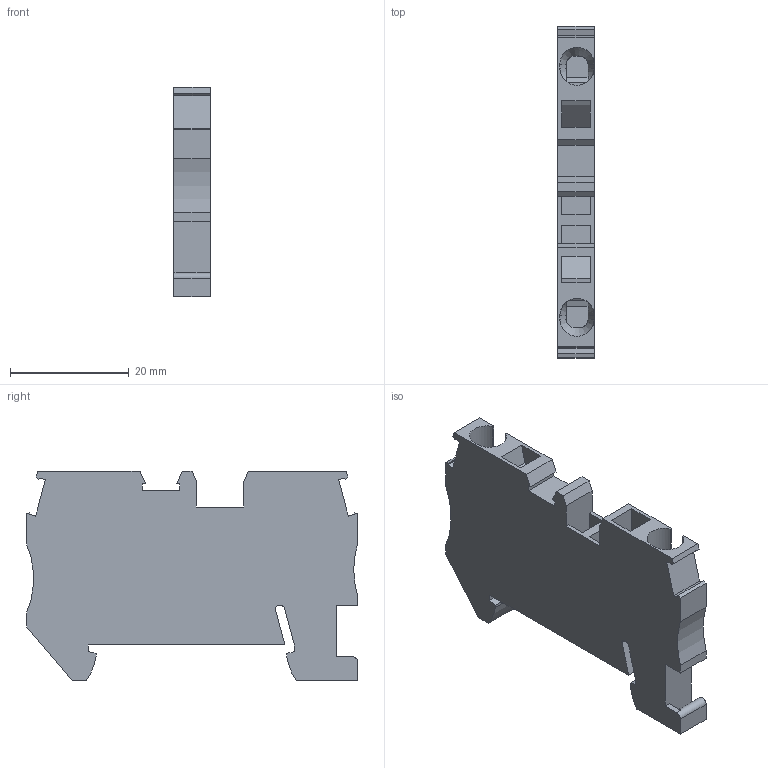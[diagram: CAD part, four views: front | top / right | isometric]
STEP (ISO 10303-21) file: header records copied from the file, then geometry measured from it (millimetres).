
FILE_DESCRIPTION(('Creo Elements/Direct Modeling STEP Export'),'2;1');
FILE_NAME('model.stp','2018-04-06T13:17:09',(''),(''),'Creo Elements/Direct Modeling STEP processor for AP214 (Solid Model)','Creo Elements/Direct Modeling 18.1I 14-Aug-2016 (C) Parametric Technology GmbH','');
FILE_SCHEMA(('AUTOMOTIVE_DESIGN { 1 0 10303 214 1 1 1 1 }'));
Length unit declared in the file: millimetre
Products named in the file (2): ST_4_DIO_1N_5408_R_L-select
Assembly tree (1 placements, depth 2):
  ST_4_DIO_1N_5408_R_L-select
    ST_4_DIO_1N_5408_R_L-select
Bounding box: 6.15 x 55.9 x 35.25 mm (x, y, z)
Volume: 8457.9 mm3; surface area: 5629.3 mm2
Topology: 1 solids, 1 shells, 134 faces, 374 edges, 244 vertices
Faces by surface type: plane 105, cylinder 23, cone 6
Entity records: 6374 total; most frequent: CARTESIAN_POINT 1804, ORIENTED_EDGE 748, DIRECTION 675, EDGE_CURVE 374, VECTOR 305, LINE 305, VERTEX_POINT 244, AXIS2_PLACEMENT_3D 185
